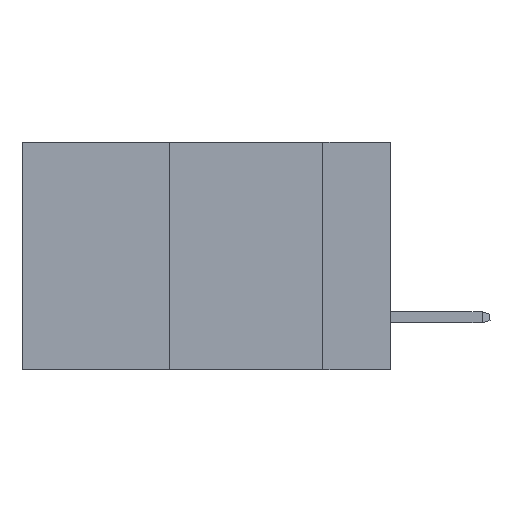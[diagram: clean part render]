
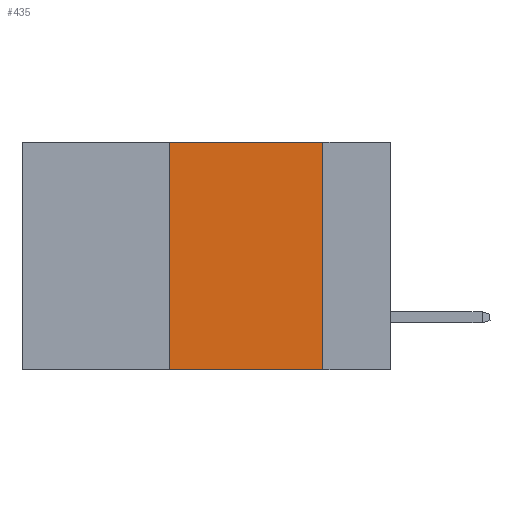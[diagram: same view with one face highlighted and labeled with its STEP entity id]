
A CAD part, left-side view. The second image highlights one B-rep face of the part: STEP entity #435.
In plain terms, the highlighted planar face has unit normal (-1, 0, 0).
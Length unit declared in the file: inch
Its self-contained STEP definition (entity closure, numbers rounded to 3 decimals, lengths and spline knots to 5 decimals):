
#435 = ADVANCED_FACE ( 'NONE', ( #5215 ), #6977, .F. ) ;
#500 = CARTESIAN_POINT ( 'NONE',  ( 0., 0.6, -0.37 ) ) ;
#591 = CARTESIAN_POINT ( 'NONE',  ( 0., 0.36, 0. ) ) ;
#667 = CARTESIAN_POINT ( 'NONE',  ( 0., 0.11, 0. ) ) ;
#1270 = CARTESIAN_POINT ( 'NONE',  ( 0., 0.36, 0. ) ) ;
#2162 = EDGE_CURVE ( 'NONE', #3824, #6217, #8039, .T. ) ;
#2399 = DIRECTION ( 'NONE',  ( 0., 0., 1. ) ) ;
#2747 = VERTEX_POINT ( 'NONE', #11706 ) ;
#3199 = ORIENTED_EDGE ( 'NONE', *, *, #2162, .F. ) ;
#3355 = VECTOR ( 'NONE', #2399, 39.37008 ) ;
#3793 = DIRECTION ( 'NONE',  ( 0., -1., 0. ) ) ;
#3824 = VERTEX_POINT ( 'NONE', #667 ) ;
#3931 = VERTEX_POINT ( 'NONE', #591 ) ;
#4206 = LINE ( 'NONE', #10301, #10220 ) ;
#4239 = DIRECTION ( 'NONE',  ( 0., -1., 0. ) ) ;
#5068 = EDGE_LOOP ( 'NONE', ( #3199, #5984, #9598, #7260 ) ) ;
#5215 = FACE_OUTER_BOUND ( 'NONE', #5068, .T. ) ;
#5351 = VECTOR ( 'NONE', #9430, 39.37008 ) ;
#5984 = ORIENTED_EDGE ( 'NONE', *, *, #10006, .F. ) ;
#6217 = VERTEX_POINT ( 'NONE', #8535 ) ;
#6888 = DIRECTION ( 'NONE',  ( 0., 0., -1. ) ) ;
#6959 = DIRECTION ( 'NONE',  ( 1., 0., 0. ) ) ;
#6977 = PLANE ( 'NONE',  #8073 ) ;
#7169 = CARTESIAN_POINT ( 'NONE',  ( 0., 0.6, 0. ) ) ;
#7260 = ORIENTED_EDGE ( 'NONE', *, *, #10854, .T. ) ;
#8039 = LINE ( 'NONE', #9961, #5351 ) ;
#8073 = AXIS2_PLACEMENT_3D ( 'NONE', #7169, #6959, #6888 ) ;
#8374 = VECTOR ( 'NONE', #3793, 39.37008 ) ;
#8535 = CARTESIAN_POINT ( 'NONE',  ( 0., 0.11, -0.37 ) ) ;
#8846 = LINE ( 'NONE', #1270, #3355 ) ;
#9430 = DIRECTION ( 'NONE',  ( 0., 0., -1. ) ) ;
#9598 = ORIENTED_EDGE ( 'NONE', *, *, #10618, .F. ) ;
#9961 = CARTESIAN_POINT ( 'NONE',  ( 0., 0.11, 0. ) ) ;
#10006 = EDGE_CURVE ( 'NONE', #3931, #3824, #4206, .T. ) ;
#10220 = VECTOR ( 'NONE', #4239, 39.37008 ) ;
#10301 = CARTESIAN_POINT ( 'NONE',  ( 0., 0.6, 0. ) ) ;
#10618 = EDGE_CURVE ( 'NONE', #2747, #3931, #8846, .T. ) ;
#10854 = EDGE_CURVE ( 'NONE', #2747, #6217, #10996, .T. ) ;
#10996 = LINE ( 'NONE', #500, #8374 ) ;
#11706 = CARTESIAN_POINT ( 'NONE',  ( 0., 0.36, -0.37 ) ) ;
